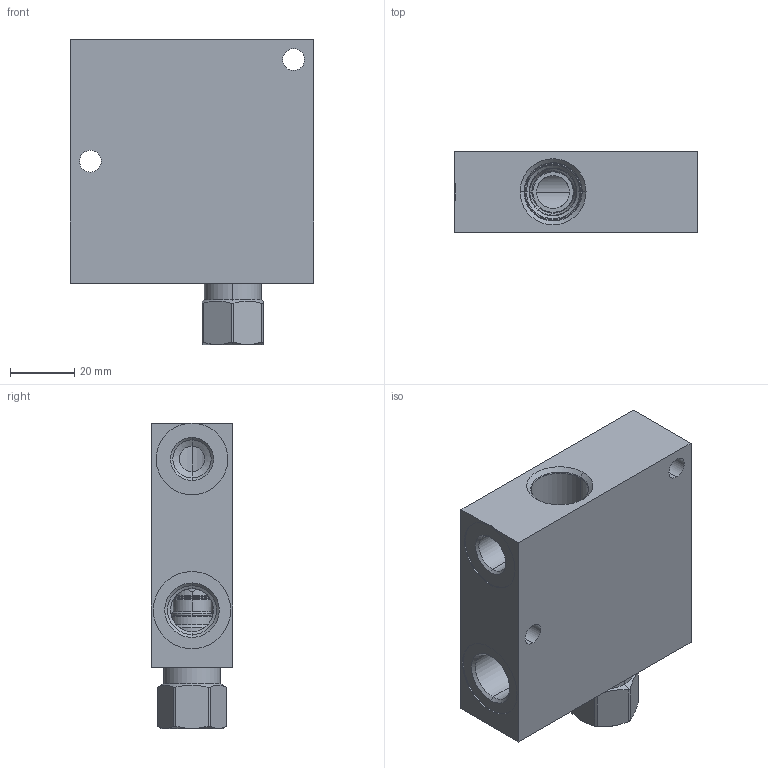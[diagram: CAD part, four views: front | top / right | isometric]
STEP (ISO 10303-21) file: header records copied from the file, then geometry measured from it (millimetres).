
FILE_DESCRIPTION((''),'2;1');
FILE_NAME('J6U_ASM','2020-05-22T',('ProEService'),(''),'PRO/ENGINEER BY PARAMETRIC TECHNOLOGY CORPORATION, 2014200','PRO/ENGINEER BY PARAMETRIC TECHNOLOGY CORPORATION, 2014200','');
FILE_SCHEMA(('CONFIG_CONTROL_DESIGN'));
Length unit declared in the file: inch
Products named in the file (3): 158-481-006; CXBAXCN; J6U_ASM
Assembly tree (2 placements, depth 2):
  J6U_ASM
    158-481-006
    CXBAXCN
Bounding box: 76.2 x 25.4 x 95.4 mm (x, y, z)
Volume: 122879 mm3; surface area: 33064.8 mm2
Topology: 3 solids, 3 shells, 290 faces, 965 edges, 790 vertices
Faces by surface type: cylinder 140, cone 67, plane 41, torus 36, revolution 6
Entity records: 12249 total; most frequent: CARTESIAN_POINT 3939, DIRECTION 1786, ORIENTED_EDGE 1388, EDGE_CURVE 694, AXIS2_PLACEMENT_3D 647, VECTOR 486, LINE 486, VERTEX_POINT 424
